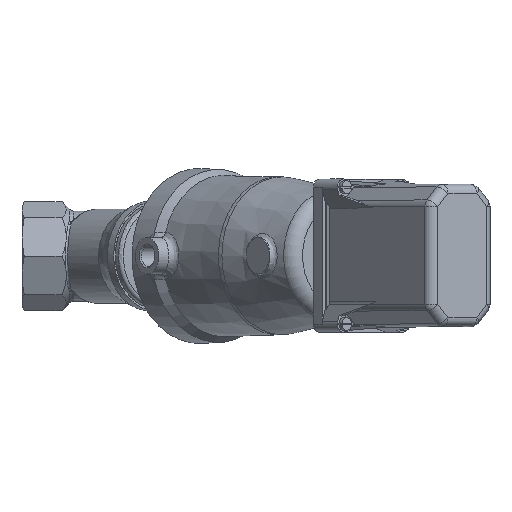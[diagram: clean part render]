
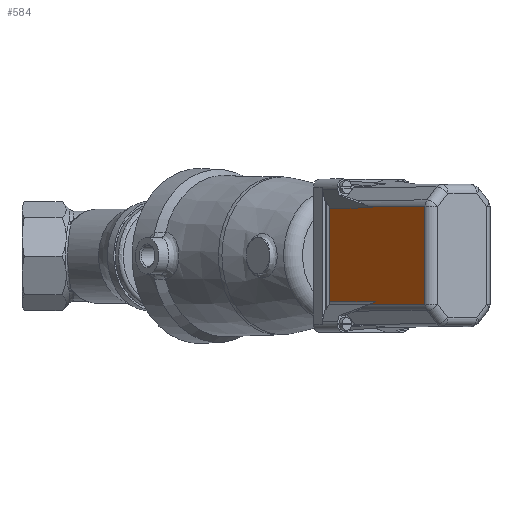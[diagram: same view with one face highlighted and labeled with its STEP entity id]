
A CAD part, top view. The second image highlights one B-rep face of the part: STEP entity #584.
In plain terms, the highlighted face is planar.
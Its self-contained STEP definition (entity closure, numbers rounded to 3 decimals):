
#584 = ADVANCED_FACE( '', ( #1464 ), #1465, .T. );
#1464 = FACE_OUTER_BOUND( '', #3568, .T. );
#1465 = PLANE( '', #3569 );
#3568 = EDGE_LOOP( '', ( #14241, #14242, #14243, #14244, #14245, #14246, #14247, #14248 ) );
#3569 = AXIS2_PLACEMENT_3D( '', #14249, #14250, #14251 );
#14241 = ORIENTED_EDGE( '', *, *, #17374, .T. );
#14242 = ORIENTED_EDGE( '', *, *, #17278, .F. );
#14243 = ORIENTED_EDGE( '', *, *, #17375, .T. );
#14244 = ORIENTED_EDGE( '', *, *, #17376, .T. );
#14245 = ORIENTED_EDGE( '', *, *, #17272, .T. );
#14246 = ORIENTED_EDGE( '', *, *, #17377, .F. );
#14247 = ORIENTED_EDGE( '', *, *, #17378, .T. );
#14248 = ORIENTED_EDGE( '', *, *, #17379, .T. );
#14249 = CARTESIAN_POINT( '', ( 22.5, 41.5, 28.929 ) );
#14250 = DIRECTION( '', ( 1., 0., 0. ) );
#14251 = DIRECTION( '', ( 0., 1., 0. ) );
#17272 = EDGE_CURVE( '', #18660, #18658, #18661, .T. );
#17278 = EDGE_CURVE( '', #18669, #18671, #18672, .T. );
#17374 = EDGE_CURVE( '', #18832, #18671, #18833, .T. );
#17375 = EDGE_CURVE( '', #18669, #18834, #18835, .T. );
#17376 = EDGE_CURVE( '', #18834, #18660, #18836, .T. );
#17377 = EDGE_CURVE( '', #18837, #18658, #18838, .T. );
#17378 = EDGE_CURVE( '', #18837, #18839, #18840, .T. );
#17379 = EDGE_CURVE( '', #18839, #18832, #18841, .T. );
#18658 = VERTEX_POINT( '', #20981 );
#18660 = VERTEX_POINT( '', #20983 );
#18661 = LINE( '', #20984, #20985 );
#18669 = VERTEX_POINT( '', #20995 );
#18671 = VERTEX_POINT( '', #20997 );
#18672 = LINE( '', #20998, #20999 );
#18832 = VERTEX_POINT( '', #21568 );
#18833 = LINE( '', #21569, #21570 );
#18834 = VERTEX_POINT( '', #21571 );
#18835 = LINE( '', #21572, #21573 );
#18836 = LINE( '', #21574, #21575 );
#18837 = VERTEX_POINT( '', #21576 );
#18838 = LINE( '', #21577, #21578 );
#18839 = VERTEX_POINT( '', #21579 );
#18840 = LINE( '', #21580, #21581 );
#18841 = LINE( '', #21582, #21583 );
#20981 = CARTESIAN_POINT( '', ( 22.5, -8.195, 26.858 ) );
#20983 = CARTESIAN_POINT( '', ( 22.5, 39.5, 26.858 ) );
#20984 = CARTESIAN_POINT( '', ( 22.5, 41.5, 26.858 ) );
#20985 = VECTOR( '', #26537, 1000. );
#20995 = CARTESIAN_POINT( '', ( 22.5, -8.195, -26.858 ) );
#20997 = CARTESIAN_POINT( '', ( 22.5, -2.914, -25.389 ) );
#20998 = CARTESIAN_POINT( '', ( 22.5, 52.332, -10.027 ) );
#20999 = VECTOR( '', #26546, 1000. );
#21568 = CARTESIAN_POINT( '', ( 22.5, -41.768, -25.389 ) );
#21569 = CARTESIAN_POINT( '', ( 22.5, -5.362, -25.389 ) );
#21570 = VECTOR( '', #26659, 1000. );
#21571 = CARTESIAN_POINT( '', ( 22.5, 39.5, -26.858 ) );
#21572 = CARTESIAN_POINT( '', ( 22.5, 41.5, -26.858 ) );
#21573 = VECTOR( '', #26660, 1000. );
#21574 = CARTESIAN_POINT( '', ( 22.5, 39.5, 28.929 ) );
#21575 = VECTOR( '', #26661, 1000. );
#21576 = CARTESIAN_POINT( '', ( 22.5, -5.362, 26.07 ) );
#21577 = CARTESIAN_POINT( '', ( 22.5, 37.399, 14.18 ) );
#21578 = VECTOR( '', #26662, 1000. );
#21579 = CARTESIAN_POINT( '', ( 22.5, -41.768, 26.07 ) );
#21580 = CARTESIAN_POINT( '', ( 22.5, -31.5, 26.07 ) );
#21581 = VECTOR( '', #26663, 1000. );
#21582 = CARTESIAN_POINT( '', ( 22.5, -41.768, 132.582 ) );
#21583 = VECTOR( '', #26664, 1000. );
#26537 = DIRECTION( '', ( 0., -1., 0. ) );
#26546 = DIRECTION( '', ( 0., 0.963, 0.268 ) );
#26659 = DIRECTION( '', ( 0., 1., 0. ) );
#26660 = DIRECTION( '', ( 0., 1., 0. ) );
#26661 = DIRECTION( '', ( 0., 0., 1. ) );
#26662 = DIRECTION( '', ( 0., -0.963, 0.268 ) );
#26663 = DIRECTION( '', ( 0., -1., 0. ) );
#26664 = DIRECTION( '', ( 0., 0., -1. ) );
